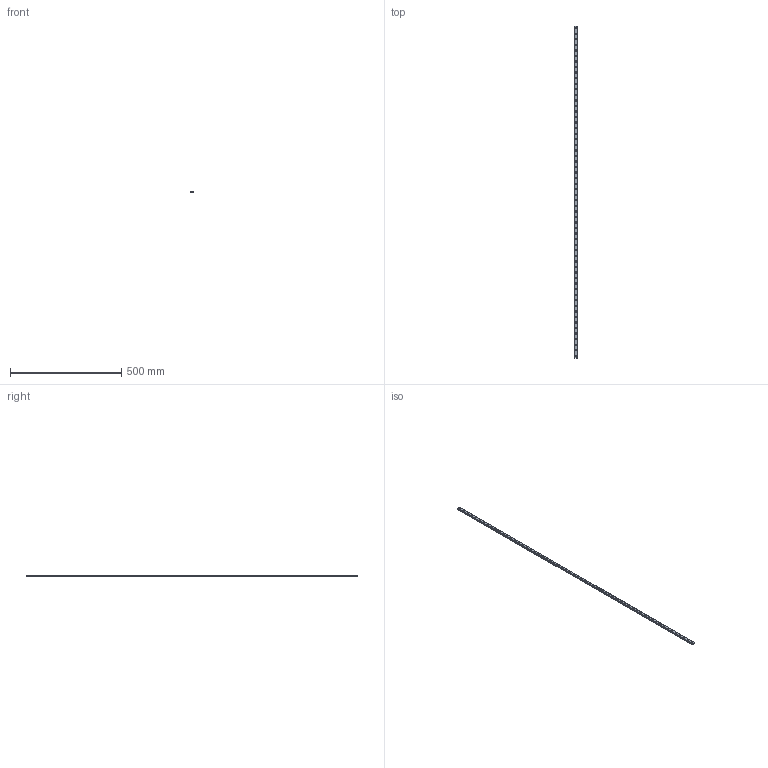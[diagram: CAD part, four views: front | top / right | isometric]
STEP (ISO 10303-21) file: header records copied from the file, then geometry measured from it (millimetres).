
FILE_DESCRIPTION(('STEP AP214'),'1');
FILE_NAME('cctmp_06C1AE22-F1BC-4438-B892-8F9E961DEF2B_2021_02_19_10_08_46_0790..stp','2021-02-19T09:08:47',('HIWIN GmbH'),('CADClick - www.CADClick.com'),'Spatial InterOp 3D',' ','unknown authorization');
FILE_SCHEMA(('AUTOMOTIVE_DESIGN'));
Length unit declared in the file: millimetre
Products named in the file (1): MGNR12R1495CM_FILE
Bounding box: 12 x 1495 x 8 mm (x, y, z)
Volume: 128012.5 mm3; surface area: 74388.3 mm2
Topology: 1 solids, 1 shells, 635 faces, 1347 edges, 898 vertices
Faces by surface type: cylinder 376, plane 259
Entity records: 22537 total; most frequent: DIRECTION 3371, CARTESIAN_POINT 2881, ORIENTED_EDGE 2694, AXIS2_PLACEMENT_3D 1388, EDGE_CURVE 1347, VERTEX_POINT 898, EDGE_LOOP 819, CIRCLE 752
